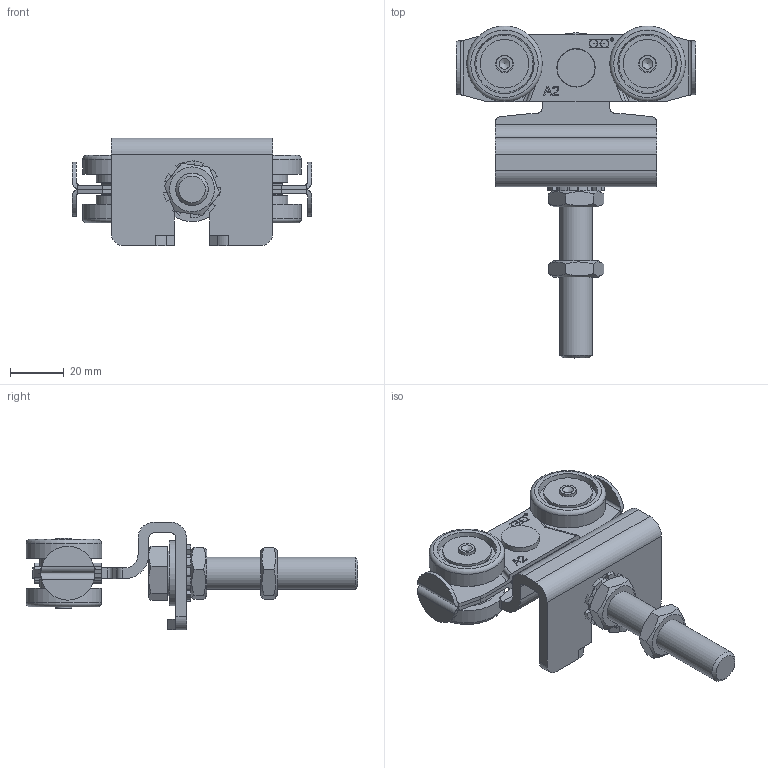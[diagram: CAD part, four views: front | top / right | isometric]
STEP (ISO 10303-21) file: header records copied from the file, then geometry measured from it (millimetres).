
FILE_DESCRIPTION(/* description */ (''),/* implementation_level */ '2;1');
FILE_NAME(/* name */ '99232XA2.stp',/* time_stamp */ '2019-08-23T07:40:28+02:00',/* author */ ('Marc'),/* organization */ (''),/* preprocessor_version */ 'ST-DEVELOPER v17.2',/* originating_system */ 'Autodesk Inventor 2019',/* authorisation */ '');
FILE_SCHEMA (('AUTOMOTIVE_DESIGN { 1 0 10303 214 3 1 1 }'));
Length unit declared in the file: millimetre
Products named in the file (14): 99232XA2; 16562; 16357; 16136; 18422; 16278; 16347; 16350; 09130; 09049; 04017; 06043; 09048; 09121
Assembly tree (25 placements, depth 3):
  99232XA2
    16562  x2
    16357
    16136  x4
    18422  x2
      16278
      16347
    16350
    09130  x4
    09049
    04017
    06043  x2
    09048  x4
    09121
Bounding box: 88.6 x 123 x 40 mm (x, y, z)
Volume: 57870.2 mm3; surface area: 45012.2 mm2
Topology: 25 solids, 25 shells, 1293 faces, 3140 edges, 2110 vertices
Faces by surface type: plane 1044, cylinder 188, cone 31, bspline 22, sphere 4, torus 4
Full cylindrical faces by diameter (mm): 1.151 x2, 1.25 x2, 6 x4, 6.5 x4, 7.95 x2, 8 x4, 8.05 x2, 10.106 x2, 11.8 x4, 12 x5, 12.5 x1, 13.3 x1, 14 x1, 14.2 x3, 16 x5, 16.63 x1, 17 x4, 18 x8, 24 x1, 28 x4
Entity records: 22136 total; most frequent: CARTESIAN_POINT 3970, DIRECTION 3689, ORIENTED_EDGE 3552, EDGE_CURVE 1776, LINE 1259, VECTOR 1259, AXIS2_PLACEMENT_3D 1215, VERTEX_POINT 1184
